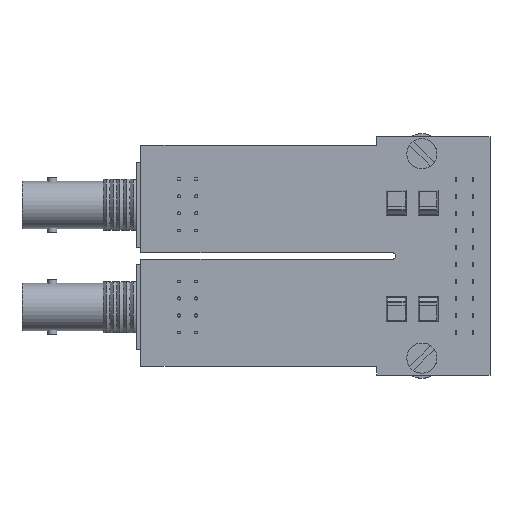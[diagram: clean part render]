
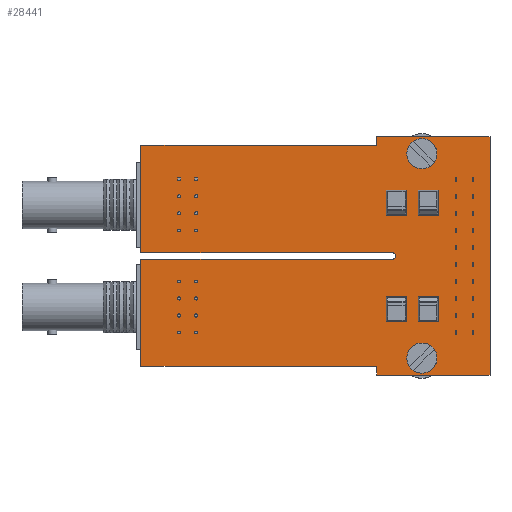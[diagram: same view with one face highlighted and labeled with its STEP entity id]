
A CAD part, top view. The second image highlights one B-rep face of the part: STEP entity #28441.
In plain terms, the highlighted planar face has unit normal (0, 0, 1).
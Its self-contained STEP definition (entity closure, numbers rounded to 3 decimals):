
#28124=CARTESIAN_POINT('',(-4.75,15.24,11.8));
#28125=VERTEX_POINT('',#28124);
#28141=CARTESIAN_POINT('',(-7.95,15.24,11.8));
#28142=VERTEX_POINT('',#28141);
#28149=CARTESIAN_POINT('',(-6.35,15.24,11.8));
#28150=DIRECTION('',(0.0,0.0,-1.0));
#28151=DIRECTION('',(1.0,0.0,0.0));
#28152=AXIS2_PLACEMENT_3D('',#28149,#28150,#28151);
#28153=CIRCLE('',#28152,1.6);
#28154=EDGE_CURVE('',#28125,#28142,#28153,.T.);
#28166=CARTESIAN_POINT('',(-4.75,-15.24,11.8));
#28167=VERTEX_POINT('',#28166);
#28183=CARTESIAN_POINT('',(-7.95,-15.24,11.8));
#28184=VERTEX_POINT('',#28183);
#28191=CARTESIAN_POINT('',(-6.35,-15.24,11.8));
#28192=DIRECTION('',(0.0,0.0,-1.0));
#28193=DIRECTION('',(1.0,0.0,0.0));
#28194=AXIS2_PLACEMENT_3D('',#28191,#28192,#28193);
#28195=CIRCLE('',#28194,1.6);
#28196=EDGE_CURVE('',#28167,#28184,#28195,.T.);
#28207=CARTESIAN_POINT('',(-6.35,-15.24,11.8));
#28208=DIRECTION('',(0.0,0.0,-1.0));
#28209=DIRECTION('',(1.0,0.0,0.0));
#28210=AXIS2_PLACEMENT_3D('',#28207,#28208,#28209);
#28211=CIRCLE('',#28210,1.6);
#28212=EDGE_CURVE('',#28184,#28167,#28211,.T.);
#28231=CARTESIAN_POINT('',(-6.35,15.24,11.8));
#28232=DIRECTION('',(0.0,0.0,-1.0));
#28233=DIRECTION('',(1.0,0.0,0.0));
#28234=AXIS2_PLACEMENT_3D('',#28231,#28232,#28233);
#28235=CIRCLE('',#28234,1.6);
#28236=EDGE_CURVE('',#28142,#28125,#28235,.T.);
#28254=CARTESIAN_POINT('',(-48.26,0.5,11.8));
#28255=VERTEX_POINT('',#28254);
#28256=CARTESIAN_POINT('',(-10.76,0.5,11.8));
#28257=VERTEX_POINT('',#28256);
#28258=CARTESIAN_POINT('',(-48.26,0.5,11.8));
#28259=DIRECTION('',(1.0,0.0,0.0));
#28260=VECTOR('',#28259,37.5);
#28261=LINE('',#28258,#28260);
#28262=EDGE_CURVE('',#28255,#28257,#28261,.T.);
#28294=CARTESIAN_POINT('',(-10.76,-0.5,11.8));
#28295=VERTEX_POINT('',#28294);
#28296=CARTESIAN_POINT('',(-10.76,0.,11.8));
#28297=DIRECTION('',(0.0,0.0,-1.0));
#28298=DIRECTION('',(1.0,0.0,0.0));
#28299=AXIS2_PLACEMENT_3D('',#28296,#28297,#28298);
#28300=CIRCLE('',#28299,0.5);
#28301=EDGE_CURVE('',#28257,#28295,#28300,.T.);
#28327=CARTESIAN_POINT('',(-48.26,-0.5,11.8));
#28328=VERTEX_POINT('',#28327);
#28329=CARTESIAN_POINT('',(-10.76,-0.5,11.8));
#28330=DIRECTION('',(-1.0,0.0,0.0));
#28331=VECTOR('',#28330,37.5);
#28332=LINE('',#28329,#28331);
#28333=EDGE_CURVE('',#28295,#28328,#28332,.T.);
#28353=CARTESIAN_POINT('',(-21.703,0.,11.8));
#28354=DIRECTION('',(0.0,0.0,-1.0));
#28355=DIRECTION('',(1.0,0.0,0.0));
#28356=AXIS2_PLACEMENT_3D('',#28353,#28354,#28355);
#28357=PLANE('',#28356);
#28358=ORIENTED_EDGE('',*,*,#28262,.T.);
#28359=ORIENTED_EDGE('',*,*,#28301,.T.);
#28360=ORIENTED_EDGE('',*,*,#28333,.T.);
#28361=CARTESIAN_POINT('',(-48.26,-16.48,11.8));
#28362=VERTEX_POINT('',#28361);
#28363=CARTESIAN_POINT('',(-48.26,-16.48,11.8));
#28364=DIRECTION('',(0.0,1.0,0.0));
#28365=VECTOR('',#28364,15.98);
#28366=LINE('',#28363,#28365);
#28367=EDGE_CURVE('',#28362,#28328,#28366,.T.);
#28368=ORIENTED_EDGE('',*,*,#28367,.F.);
#28369=CARTESIAN_POINT('',(-13.06,-16.48,11.8));
#28370=VERTEX_POINT('',#28369);
#28371=CARTESIAN_POINT('',(-13.06,-16.48,11.8));
#28372=DIRECTION('',(-1.0,0.0,0.0));
#28373=VECTOR('',#28372,35.2);
#28374=LINE('',#28371,#28373);
#28375=EDGE_CURVE('',#28370,#28362,#28374,.T.);
#28376=ORIENTED_EDGE('',*,*,#28375,.F.);
#28377=CARTESIAN_POINT('',(-13.06,-17.78,11.8));
#28378=VERTEX_POINT('',#28377);
#28379=CARTESIAN_POINT('',(-13.06,-17.78,11.8));
#28380=DIRECTION('',(0.0,1.0,0.0));
#28381=VECTOR('',#28380,1.3);
#28382=LINE('',#28379,#28381);
#28383=EDGE_CURVE('',#28378,#28370,#28382,.T.);
#28384=ORIENTED_EDGE('',*,*,#28383,.F.);
#28385=CARTESIAN_POINT('',(3.81,-17.78,11.8));
#28386=VERTEX_POINT('',#28385);
#28387=CARTESIAN_POINT('',(3.81,-17.78,11.8));
#28388=DIRECTION('',(-1.0,0.0,0.0));
#28389=VECTOR('',#28388,16.87);
#28390=LINE('',#28387,#28389);
#28391=EDGE_CURVE('',#28386,#28378,#28390,.T.);
#28392=ORIENTED_EDGE('',*,*,#28391,.F.);
#28393=CARTESIAN_POINT('',(3.81,17.78,11.8));
#28394=VERTEX_POINT('',#28393);
#28395=CARTESIAN_POINT('',(3.81,17.78,11.8));
#28396=DIRECTION('',(0.0,-1.0,0.0));
#28397=VECTOR('',#28396,35.56);
#28398=LINE('',#28395,#28397);
#28399=EDGE_CURVE('',#28394,#28386,#28398,.T.);
#28400=ORIENTED_EDGE('',*,*,#28399,.F.);
#28401=CARTESIAN_POINT('',(-13.06,17.78,11.8));
#28402=VERTEX_POINT('',#28401);
#28403=CARTESIAN_POINT('',(-13.06,17.78,11.8));
#28404=DIRECTION('',(1.0,0.0,0.0));
#28405=VECTOR('',#28404,16.87);
#28406=LINE('',#28403,#28405);
#28407=EDGE_CURVE('',#28402,#28394,#28406,.T.);
#28408=ORIENTED_EDGE('',*,*,#28407,.F.);
#28409=CARTESIAN_POINT('',(-13.06,16.48,11.8));
#28410=VERTEX_POINT('',#28409);
#28411=CARTESIAN_POINT('',(-13.06,16.48,11.8));
#28412=DIRECTION('',(0.0,1.0,0.0));
#28413=VECTOR('',#28412,1.3);
#28414=LINE('',#28411,#28413);
#28415=EDGE_CURVE('',#28410,#28402,#28414,.T.);
#28416=ORIENTED_EDGE('',*,*,#28415,.F.);
#28417=CARTESIAN_POINT('',(-48.26,16.48,11.8));
#28418=VERTEX_POINT('',#28417);
#28419=CARTESIAN_POINT('',(-48.26,16.48,11.8));
#28420=DIRECTION('',(1.0,0.0,0.0));
#28421=VECTOR('',#28420,35.2);
#28422=LINE('',#28419,#28421);
#28423=EDGE_CURVE('',#28418,#28410,#28422,.T.);
#28424=ORIENTED_EDGE('',*,*,#28423,.F.);
#28425=CARTESIAN_POINT('',(-48.26,0.5,11.8));
#28426=DIRECTION('',(0.0,1.0,0.0));
#28427=VECTOR('',#28426,15.98);
#28428=LINE('',#28425,#28427);
#28429=EDGE_CURVE('',#28255,#28418,#28428,.T.);
#28430=ORIENTED_EDGE('',*,*,#28429,.F.);
#28431=EDGE_LOOP('',(#28358,#28359,#28360,#28368,#28376,#28384,#28392,#28400,#28408,#28416,#28424,#28430));
#28432=FACE_OUTER_BOUND('',#28431,.T.);
#28433=ORIENTED_EDGE('',*,*,#28196,.T.);
#28434=ORIENTED_EDGE('',*,*,#28212,.T.);
#28435=EDGE_LOOP('',(#28433,#28434));
#28436=FACE_BOUND('',#28435,.T.);
#28437=ORIENTED_EDGE('',*,*,#28154,.T.);
#28438=ORIENTED_EDGE('',*,*,#28236,.T.);
#28439=EDGE_LOOP('',(#28437,#28438));
#28440=FACE_BOUND('',#28439,.T.);
#28441=ADVANCED_FACE('',(#28432,#28436,#28440),#28357,.F.);
